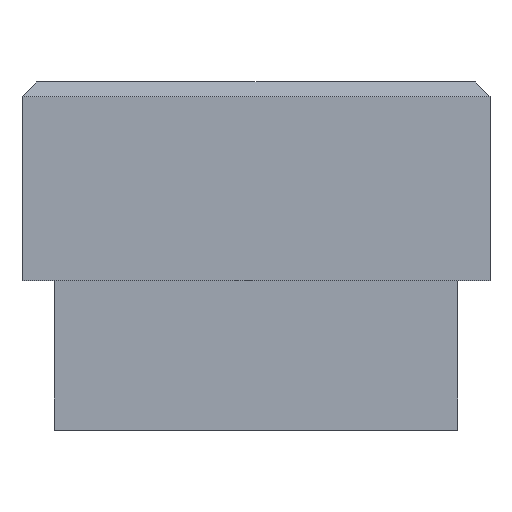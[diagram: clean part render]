
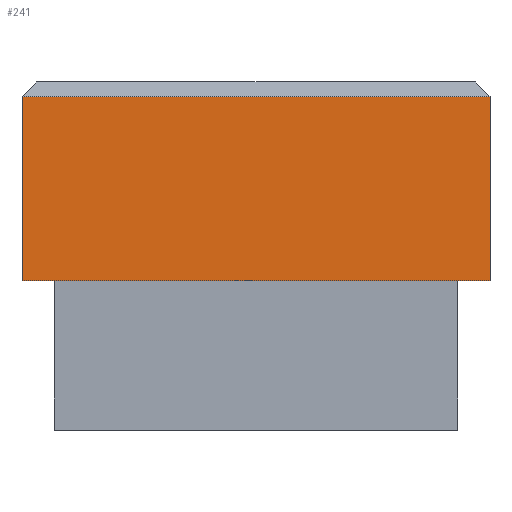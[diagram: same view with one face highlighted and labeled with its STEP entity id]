
A CAD part, left-side view. The second image highlights one B-rep face of the part: STEP entity #241.
In plain terms, the highlighted planar face has unit normal (-1, 0, 0).
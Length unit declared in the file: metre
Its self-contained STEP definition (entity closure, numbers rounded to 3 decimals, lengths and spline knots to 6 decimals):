
#24=ORIENTED_EDGE('',*,*,#87,.F.);
#25=ORIENTED_EDGE('',*,*,#88,.T.);
#26=ORIENTED_EDGE('',*,*,#84,.T.);
#27=ORIENTED_EDGE('',*,*,#79,.T.);
#79=EDGE_CURVE('',#108,#111,#131,.T.);
#84=EDGE_CURVE('',#116,#108,#136,.T.);
#87=EDGE_CURVE('',#118,#111,#139,.T.);
#88=EDGE_CURVE('',#118,#116,#140,.T.);
#108=VERTEX_POINT('',#349);
#111=VERTEX_POINT('',#354);
#116=VERTEX_POINT('',#366);
#118=VERTEX_POINT('',#372);
#131=LINE('',#355,#163);
#136=LINE('',#365,#168);
#139=LINE('',#371,#171);
#140=LINE('',#373,#172);
#163=VECTOR('',#289,1.);
#168=VECTOR('',#296,1.);
#171=VECTOR('',#301,1.);
#172=VECTOR('',#302,1.);
#195=EDGE_LOOP('',(#24,#25,#26,#27));
#211=FACE_BOUND('',#195,.T.);
#226=PLANE('',#269);
#241=ADVANCED_FACE('',(#211),#226,.F.);
#269=AXIS2_PLACEMENT_3D('',#370,#299,#300);
#289=DIRECTION('',(0.,-1.,0.));
#296=DIRECTION('',(0.,0.,-1.));
#299=DIRECTION('',(1.,0.,0.));
#300=DIRECTION('',(0.,0.,-1.));
#301=DIRECTION('',(0.,0.,-1.));
#302=DIRECTION('',(0.,1.,0.));
#349=CARTESIAN_POINT('',(0.0303,0.008,0.0016));
#354=CARTESIAN_POINT('',(0.0303,-0.008,0.0016));
#355=CARTESIAN_POINT('',(0.0303,0.,0.0016));
#365=CARTESIAN_POINT('',(0.0303,0.008,0.0084));
#366=CARTESIAN_POINT('',(0.0303,0.008,0.0079));
#370=CARTESIAN_POINT('',(0.0303,0.,0.0084));
#371=CARTESIAN_POINT('',(0.0303,-0.008,0.0084));
#372=CARTESIAN_POINT('',(0.0303,-0.008,0.0079));
#373=CARTESIAN_POINT('',(0.0303,0.008,0.0079));
